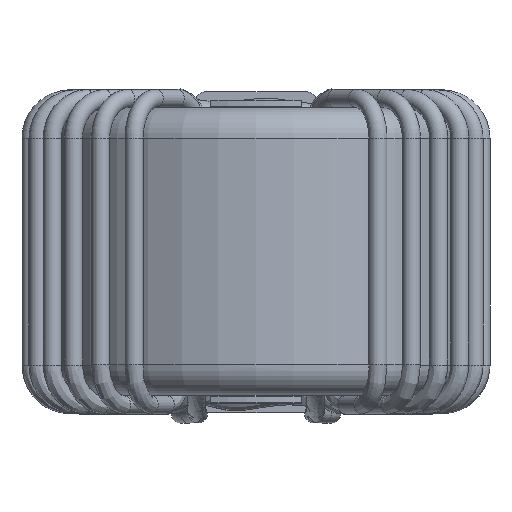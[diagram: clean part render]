
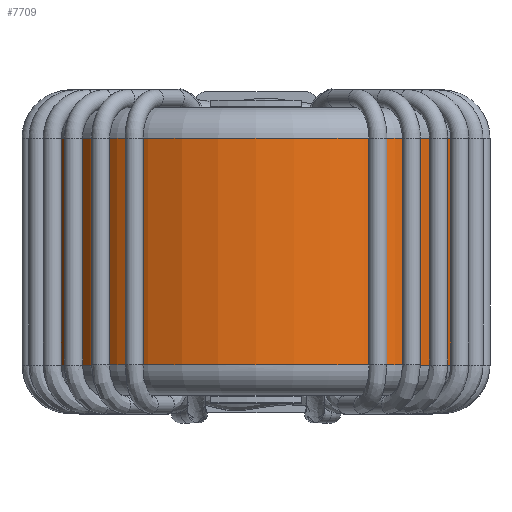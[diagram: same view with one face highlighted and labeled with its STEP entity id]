
A CAD part, top view. The second image highlights one B-rep face of the part: STEP entity #7709.
In plain terms, the highlighted cylindrical face has radius 7.15 mm (diameter 14.3 mm), a full revolution.
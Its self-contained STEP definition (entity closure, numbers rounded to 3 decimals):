
#906=CYLINDRICAL_SURFACE('',#8310,7.15);
#1405=ORIENTED_EDGE('',*,*,#2551,.T.);
#1406=ORIENTED_EDGE('',*,*,#2552,.T.);
#2551=EDGE_CURVE('',#3227,#3227,#3753,.T.);
#2552=EDGE_CURVE('',#3228,#3228,#3754,.F.);
#3227=VERTEX_POINT('',#21571);
#3228=VERTEX_POINT('',#21573);
#3753=CIRCLE('',#8311,7.15);
#3754=CIRCLE('',#8312,7.15);
#4292=EDGE_LOOP('',(#1405));
#4293=EDGE_LOOP('',(#1406));
#4938=FACE_BOUND('',#4292,.T.);
#4939=FACE_BOUND('',#4293,.T.);
#7709=ADVANCED_FACE('',(#4938,#4939),#906,.T.);
#8310=AXIS2_PLACEMENT_3D('',#21569,#9396,#9397);
#8311=AXIS2_PLACEMENT_3D('',#21570,#9398,#9399);
#8312=AXIS2_PLACEMENT_3D('',#21572,#9400,#9401);
#9396=DIRECTION('',(0.,1.,0.));
#9397=DIRECTION('',(0.,0.,1.));
#9398=DIRECTION('',(0.,1.,0.));
#9399=DIRECTION('',(0.,0.,1.));
#9400=DIRECTION('',(0.,1.,0.));
#9401=DIRECTION('',(0.,0.,1.));
#21569=CARTESIAN_POINT('',(0.,-4.75,10.75));
#21570=CARTESIAN_POINT('',(0.,-3.75,10.75));
#21571=CARTESIAN_POINT('',(0.,-3.75,17.9));
#21572=CARTESIAN_POINT('',(0.,3.75,10.75));
#21573=CARTESIAN_POINT('',(0.,3.75,17.9));
